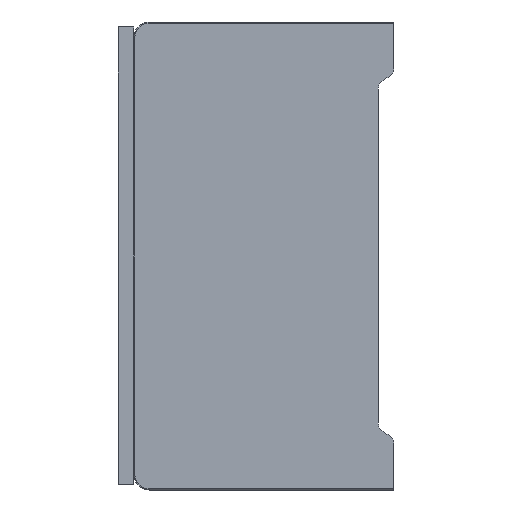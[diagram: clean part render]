
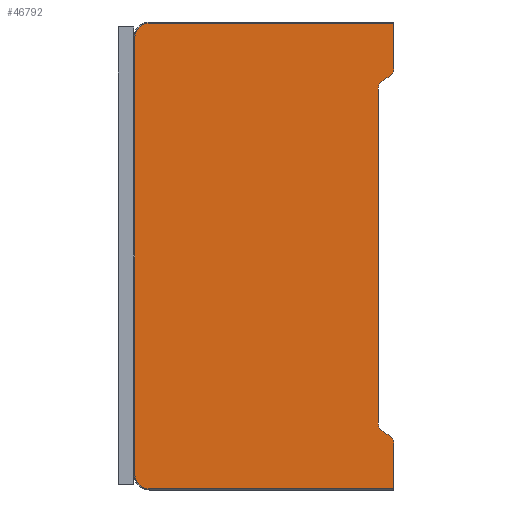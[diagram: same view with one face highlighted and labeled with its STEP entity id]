
A CAD part, left-side view. The second image highlights one B-rep face of the part: STEP entity #46792.
In plain terms, the highlighted planar face has unit normal (-1, 0, 0).
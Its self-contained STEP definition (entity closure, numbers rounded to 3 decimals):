
#7497=DIRECTION('',(0.,0.,1.));
#7498=VECTOR('',#7497,8.8);
#7499=CARTESIAN_POINT('',(0.,0.,-89.8));
#7500=LINE('',#7499,#7498);
#7537=DIRECTION('',(0.,0.,1.));
#7538=VECTOR('',#7537,64.226);
#7539=CARTESIAN_POINT('',(0.,3.,-77.113));
#7540=LINE('',#7539,#7538);
#13351=CARTESIAN_POINT('',(0.,47.,-87.));
#13352=DIRECTION('',(1.,0.,0.));
#13353=DIRECTION('',(0.,0.,-1.));
#13354=AXIS2_PLACEMENT_3D('',#13351,#13352,#13353);
#13356=CARTESIAN_POINT('',(0.,47.,-3.));
#13357=DIRECTION('',(1.,0.,0.));
#13358=DIRECTION('',(0.,1.,0.));
#13359=AXIS2_PLACEMENT_3D('',#13356,#13357,#13358);
#13361=DIRECTION('',(0.,0.,-1.));
#13362=VECTOR('',#13361,8.8);
#13363=CARTESIAN_POINT('',(0.,0.,-0.2));
#13364=LINE('',#13363,#13362);
#13365=CARTESIAN_POINT('',(0.,1.732,-9.));
#13366=DIRECTION('',(1.,0.,0.));
#13367=DIRECTION('',(0.,-1.,0.));
#13368=AXIS2_PLACEMENT_3D('',#13365,#13366,#13367);
#13370=DIRECTION('',(0.,0.866,-0.5));
#13371=VECTOR('',#13370,1.309);
#13372=CARTESIAN_POINT('',(0.,0.866,-10.5));
#13373=LINE('',#13372,#13371);
#13374=CARTESIAN_POINT('',(0.,1.,-12.887));
#13375=DIRECTION('',(-1.,0.,0.));
#13376=DIRECTION('',(0.,0.5,0.866));
#13377=AXIS2_PLACEMENT_3D('',#13374,#13375,#13376);
#13379=CARTESIAN_POINT('',(0.,1.,-77.113));
#13380=DIRECTION('',(-1.,0.,0.));
#13381=DIRECTION('',(0.,1.,0.));
#13382=AXIS2_PLACEMENT_3D('',#13379,#13380,#13381);
#13384=DIRECTION('',(0.,-0.866,-0.5));
#13385=VECTOR('',#13384,1.309);
#13386=CARTESIAN_POINT('',(0.,2.,
-78.845));
#13387=LINE('',#13386,#13385);
#13388=CARTESIAN_POINT('',(0.,1.732,-81.));
#13389=DIRECTION('',(1.,0.,0.));
#13390=DIRECTION('',(0.,-0.5,0.866));
#13391=AXIS2_PLACEMENT_3D('',#13388,#13389,#13390);
#13397=DIRECTION('',(0.,-1.,0.));
#13398=VECTOR('',#13397,47.);
#13399=CARTESIAN_POINT('',(0.,47.,
-89.8));
#13400=LINE('',#13399,#13398);
#13416=DIRECTION('',(0.,0.,-1.));
#13417=VECTOR('',#13416,84.);
#13418=CARTESIAN_POINT('',(0.,49.8,
-3.));
#13419=LINE('',#13418,#13417);
#13424=DIRECTION('',(0.,1.,0.));
#13425=VECTOR('',#13424,47.);
#13426=CARTESIAN_POINT('',(0.,0.,-0.2));
#13427=LINE('',#13426,#13425);
#26312=CARTESIAN_POINT('',(0.,47.,
-89.8));
#26313=CARTESIAN_POINT('',(0.,49.8,
-87.));
#26314=VERTEX_POINT('',#26312);
#26315=VERTEX_POINT('',#26313);
#26316=CARTESIAN_POINT('',(0.,0.,-89.8));
#26317=VERTEX_POINT('',#26316);
#26318=CARTESIAN_POINT('',(0.,49.8,
-3.));
#26319=VERTEX_POINT('',#26318);
#26320=CARTESIAN_POINT('',(0.,47.,
-0.2));
#26321=VERTEX_POINT('',#26320);
#26322=CARTESIAN_POINT('',(0.,0.,-0.2));
#26323=VERTEX_POINT('',#26322);
#26324=CARTESIAN_POINT('',(0.,0.,-9.));
#26325=VERTEX_POINT('',#26324);
#26326=CARTESIAN_POINT('',(0.,0.866,-10.5));
#26327=VERTEX_POINT('',#26326);
#26328=CARTESIAN_POINT('',(0.,2.,
-11.155));
#26329=VERTEX_POINT('',#26328);
#26330=CARTESIAN_POINT('',(0.,3.,-12.887));
#26331=VERTEX_POINT('',#26330);
#26332=CARTESIAN_POINT('',(0.,3.,-77.113));
#26333=VERTEX_POINT('',#26332);
#26334=CARTESIAN_POINT('',(0.,2.,-78.845));
#26335=VERTEX_POINT('',#26334);
#26336=CARTESIAN_POINT('',(0.,0.866,-79.5));
#26337=VERTEX_POINT('',#26336);
#26338=CARTESIAN_POINT('',(0.,0.,-81.));
#26339=VERTEX_POINT('',#26338);
#46767=CARTESIAN_POINT('',(0.,24.9,-45.));
#46768=DIRECTION('',(1.,0.,0.));
#46769=DIRECTION('',(0.,0.,1.));
#46770=AXIS2_PLACEMENT_3D('',#46767,#46768,#46769);
#46771=PLANE('',#46770);
#46773=ORIENTED_EDGE('',*,*,#46772,.F.);
#46775=ORIENTED_EDGE('',*,*,#46774,.T.);
#46777=ORIENTED_EDGE('',*,*,#46776,.F.);
#46778=ORIENTED_EDGE('',*,*,#46757,.T.);
#46780=ORIENTED_EDGE('',*,*,#46779,.F.);
#46781=ORIENTED_EDGE('',*,*,#40021,.T.);
#46782=ORIENTED_EDGE('',*,*,#40004,.T.);
#46783=ORIENTED_EDGE('',*,*,#39986,.T.);
#46784=ORIENTED_EDGE('',*,*,#39968,.T.);
#46785=ORIENTED_EDGE('',*,*,#39926,.F.);
#46786=ORIENTED_EDGE('',*,*,#39908,.T.);
#46787=ORIENTED_EDGE('',*,*,#39890,.T.);
#46788=ORIENTED_EDGE('',*,*,#39872,.T.);
#46789=ORIENTED_EDGE('',*,*,#39854,.F.);
#46790=EDGE_LOOP('',(#46773,#46775,#46777,#46778,#46780,#46781,#46782,#46783,
#46784,#46785,#46786,#46787,#46788,#46789));
#46791=FACE_OUTER_BOUND('',#46790,.F.);
#13355=CIRCLE('',#13354,2.8);
#13360=CIRCLE('',#13359,2.8);
#13369=CIRCLE('',#13368,1.732);
#13378=CIRCLE('',#13377,2.);
#13383=CIRCLE('',#13382,2.);
#13392=CIRCLE('',#13391,1.732);
#39854=EDGE_CURVE('',#26317,#26339,#7500,.T.);
#39872=EDGE_CURVE('',#26337,#26339,#13392,.T.);
#39890=EDGE_CURVE('',#26335,#26337,#13387,.T.);
#39908=EDGE_CURVE('',#26333,#26335,#13383,.T.);
#39926=EDGE_CURVE('',#26333,#26331,#7540,.T.);
#39968=EDGE_CURVE('',#26329,#26331,#13378,.T.);
#39986=EDGE_CURVE('',#26327,#26329,#13373,.T.);
#40004=EDGE_CURVE('',#26325,#26327,#13369,.T.);
#40021=EDGE_CURVE('',#26323,#26325,#13364,.T.);
#46757=EDGE_CURVE('',#26319,#26321,#13360,.T.);
#46772=EDGE_CURVE('',#26314,#26317,#13400,.T.);
#46774=EDGE_CURVE('',#26314,#26315,#13355,.T.);
#46776=EDGE_CURVE('',#26319,#26315,#13419,.T.);
#46779=EDGE_CURVE('',#26323,#26321,#13427,.T.);
#46792=ADVANCED_FACE('',(#46791),#46771,.F.);
